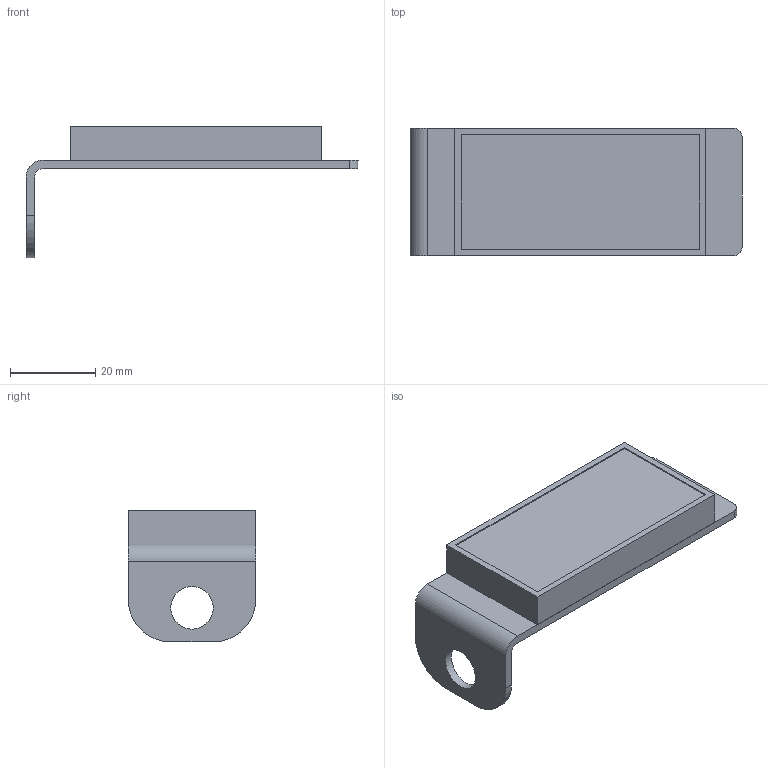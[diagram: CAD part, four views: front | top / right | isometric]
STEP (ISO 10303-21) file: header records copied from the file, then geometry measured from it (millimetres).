
FILE_DESCRIPTION (( 'STEP AP214' ), '1' );
FILE_NAME ('C3F8.STEP', '2020-08-21T16:06:57', ( '' ), ( '' ), 'SwSTEP 2.0', 'SolidWorks 2019', '' );
FILE_SCHEMA (( 'AUTOMOTIVE_DESIGN' ));
Length unit declared in the file: millimetre
Products named in the file (3): C3F8; BRACKET
Assembly tree (2 placements, depth 2):
  C3F8
    C3F8
    BRACKET
Bounding box: 78 x 30 x 31 mm (x, y, z)
Volume: 18968.7 mm3; surface area: 11222.1 mm2
Topology: 2 solids, 2 shells, 31 faces, 76 edges, 51 vertices
Faces by surface type: plane 24, cylinder 7
Full cylindrical faces by diameter (mm): 10 x1
Entity records: 1012 total; most frequent: DIRECTION 160, CARTESIAN_POINT 160, ORIENTED_EDGE 148, EDGE_CURVE 74, VECTOR 60, LINE 60, AXIS2_PLACEMENT_3D 50, VERTEX_POINT 50
